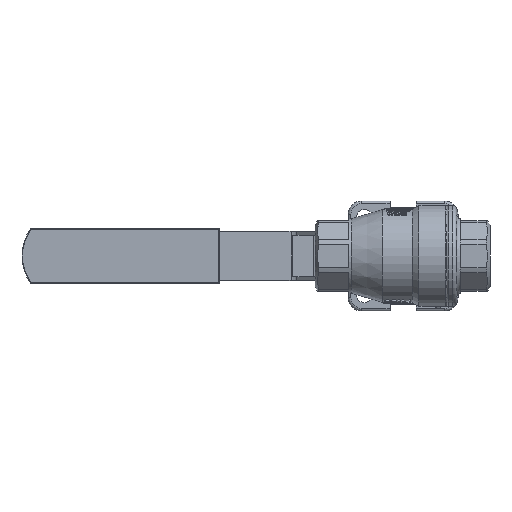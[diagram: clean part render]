
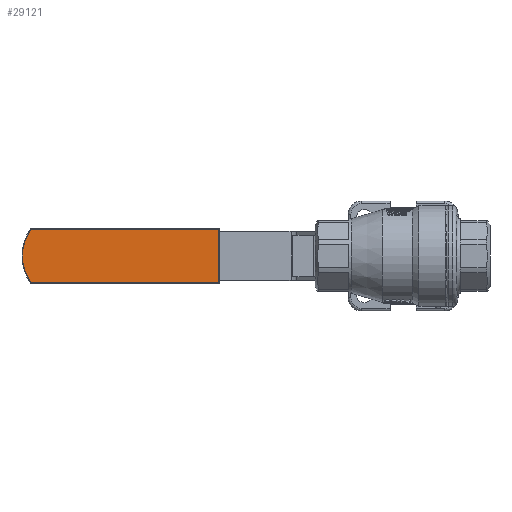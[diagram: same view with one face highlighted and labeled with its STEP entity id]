
A CAD part, front view. The second image highlights one B-rep face of the part: STEP entity #29121.
In plain terms, the highlighted planar face has unit normal (0, -1, 0).
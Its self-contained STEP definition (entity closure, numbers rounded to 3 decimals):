
#1029 = DIRECTION ( 'NONE',  ( 0., -1., 0. ) ) ;
#1505 = VECTOR ( 'NONE', #10116, 1000. ) ;
#3131 = LINE ( 'NONE', #31618, #64986 ) ;
#3282 = LINE ( 'NONE', #68066, #1505 ) ;
#4890 = EDGE_CURVE ( 'NONE', #64132, #72150, #32584, .T. ) ;
#10116 = DIRECTION ( 'NONE',  ( 1., 0., 0. ) ) ;
#10597 = CARTESIAN_POINT ( 'NONE',  ( -70.644, 19., 10.5 ) ) ;
#11082 = ORIENTED_EDGE ( 'NONE', *, *, #74879, .T. ) ;
#12604 = AXIS2_PLACEMENT_3D ( 'NONE', #35854, #1029, #41692 ) ;
#13226 = CARTESIAN_POINT ( 'NONE',  ( -142.431, 19., 10.3 ) ) ;
#17115 = CARTESIAN_POINT ( 'NONE',  ( -70.644, 19., 10.3 ) ) ;
#17148 = FACE_OUTER_BOUND ( 'NONE', #47980, .T. ) ;
#17186 = CARTESIAN_POINT ( 'NONE',  ( -145.942, 19., 10.5 ) ) ;
#17595 = ORIENTED_EDGE ( 'NONE', *, *, #33632, .T. ) ;
#24641 = DIRECTION ( 'NONE',  ( 0., -1., 0. ) ) ;
#25492 = VERTEX_POINT ( 'NONE', #17115 ) ;
#27959 = AXIS2_PLACEMENT_3D ( 'NONE', #59412, #24641, #65250 ) ;
#28890 = DIRECTION ( 'NONE',  ( 0., 1., 0. ) ) ;
#29121 = ADVANCED_FACE ( 'NONE', ( #17148 ), #34467, .F. ) ;
#31618 = CARTESIAN_POINT ( 'NONE',  ( -142.533, 19., 10.3 ) ) ;
#32584 = CIRCLE ( 'NONE', #27959, 17.674 ) ;
#33632 = EDGE_CURVE ( 'NONE', #72150, #62256, #61529, .T. ) ;
#34467 = PLANE ( 'NONE',  #63115 ) ;
#34939 = EDGE_CURVE ( 'NONE', #62256, #70138, #3282, .T. ) ;
#35212 = CARTESIAN_POINT ( 'NONE',  ( -145.742, 19., 0. ) ) ;
#35854 = CARTESIAN_POINT ( 'NONE',  ( -128.069, 19., 0. ) ) ;
#37152 = ORIENTED_EDGE ( 'NONE', *, *, #4890, .T. ) ;
#37446 = DIRECTION ( 'NONE',  ( -1., 0., 0. ) ) ;
#41692 = DIRECTION ( 'NONE',  ( -1., 0., 0. ) ) ;
#45430 = DIRECTION ( 'NONE',  ( 0., 0., 1. ) ) ;
#47656 = CARTESIAN_POINT ( 'NONE',  ( -142.431, 19., -10.3 ) ) ;
#47980 = EDGE_LOOP ( 'NONE', ( #61506, #62905, #11082, #37152, #17595 ) ) ;
#57897 = CARTESIAN_POINT ( 'NONE',  ( -70.644, 19., -10.3 ) ) ;
#59412 = CARTESIAN_POINT ( 'NONE',  ( -128.069, 19., 0. ) ) ;
#61506 = ORIENTED_EDGE ( 'NONE', *, *, #34939, .T. ) ;
#61529 = CIRCLE ( 'NONE', #12604, 17.674 ) ;
#62256 = VERTEX_POINT ( 'NONE', #47656 ) ;
#62905 = ORIENTED_EDGE ( 'NONE', *, *, #73304, .T. ) ;
#63115 = AXIS2_PLACEMENT_3D ( 'NONE', #17186, #28890, #69496 ) ;
#63319 = LINE ( 'NONE', #10597, #65168 ) ;
#64132 = VERTEX_POINT ( 'NONE', #13226 ) ;
#64986 = VECTOR ( 'NONE', #37446, 1000. ) ;
#65168 = VECTOR ( 'NONE', #45430, 1000. ) ;
#65250 = DIRECTION ( 'NONE',  ( -1., 0., 0. ) ) ;
#68066 = CARTESIAN_POINT ( 'NONE',  ( -145.942, 19., -10.3 ) ) ;
#69496 = DIRECTION ( 'NONE',  ( -1., 0., 0. ) ) ;
#70138 = VERTEX_POINT ( 'NONE', #57897 ) ;
#72150 = VERTEX_POINT ( 'NONE', #35212 ) ;
#73304 = EDGE_CURVE ( 'NONE', #70138, #25492, #63319, .T. ) ;
#74879 = EDGE_CURVE ( 'NONE', #25492, #64132, #3131, .T. ) ;
